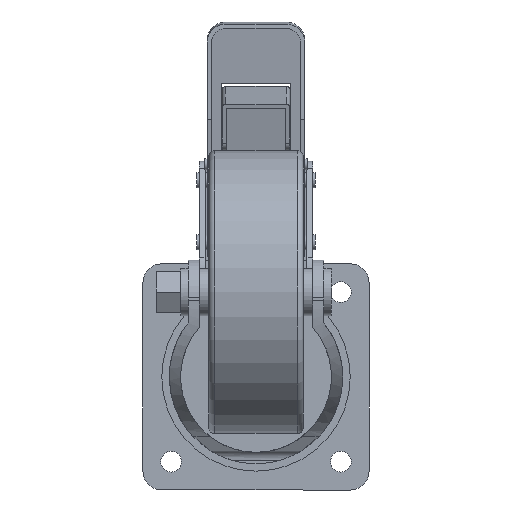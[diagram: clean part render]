
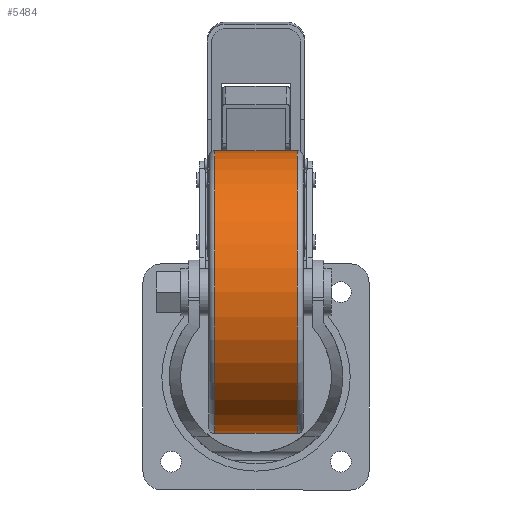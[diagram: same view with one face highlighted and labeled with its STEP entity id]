
A CAD part, front view. The second image highlights one B-rep face of the part: STEP entity #5484.
In plain terms, the highlighted cylindrical face has radius 75 mm (diameter 150 mm), a partial arc.
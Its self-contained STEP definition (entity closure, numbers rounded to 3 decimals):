
#204 = CARTESIAN_POINT ( 'NONE',  ( 22., -123., 120. ) ) ;
#240 = CARTESIAN_POINT ( 'NONE',  ( -22., -123., -30. ) ) ;
#247 = CARTESIAN_POINT ( 'NONE',  ( 22., -123., -30. ) ) ;
#248 = CARTESIAN_POINT ( 'NONE',  ( -22., -123., 120. ) ) ;
#949 = AXIS2_PLACEMENT_3D ( 'NONE', #1479, #1480, #1481 ) ;
#957 = AXIS2_PLACEMENT_3D ( 'NONE', #1476, #1477, #1478 ) ;
#1068 = CYLINDRICAL_SURFACE ( 'NONE', #1073, 75. ) ;
#1070 = FACE_OUTER_BOUND ( 'NONE', #3300, .T. ) ;
#1073 = AXIS2_PLACEMENT_3D ( 'NONE', #1640, #1641, #1642 ) ;
#1476 = CARTESIAN_POINT ( 'NONE',  ( 22., -123., 45. ) ) ;
#1477 = DIRECTION ( 'NONE',  ( -1., 0., 0. ) ) ;
#1478 = DIRECTION ( 'NONE',  ( 0., 0., -1. ) ) ;
#1479 = CARTESIAN_POINT ( 'NONE',  ( -22., -123., 45. ) ) ;
#1480 = DIRECTION ( 'NONE',  ( 1., 0., 0. ) ) ;
#1481 = DIRECTION ( 'NONE',  ( 0., 0., -1. ) ) ;
#1640 = CARTESIAN_POINT ( 'NONE',  ( 25., -123., 45. ) ) ;
#1641 = DIRECTION ( 'NONE',  ( -1., 0., 0. ) ) ;
#1642 = DIRECTION ( 'NONE',  ( 0., 0., 1. ) ) ;
#2475 = VECTOR ( 'NONE', #6333, 1000. ) ;
#2477 = VECTOR ( 'NONE', #6336, 1000. ) ;
#3300 = EDGE_LOOP ( 'NONE', ( #5026, #5027, #5017, #5028 ) ) ;
#3369 = EDGE_CURVE ( 'NONE', #5214, #5207, #6331, .T. ) ;
#3370 = EDGE_CURVE ( 'NONE', #5171, #5215, #6334, .T. ) ;
#5017 = ORIENTED_EDGE ( 'NONE', *, *, #3370, .T. ) ;
#5026 = ORIENTED_EDGE ( 'NONE', *, *, #3369, .F. ) ;
#5027 = ORIENTED_EDGE ( 'NONE', *, *, #5430, .T. ) ;
#5028 = ORIENTED_EDGE ( 'NONE', *, *, #5431, .T. ) ;
#5171 = VERTEX_POINT ( 'NONE', #204 ) ;
#5207 = VERTEX_POINT ( 'NONE', #240 ) ;
#5214 = VERTEX_POINT ( 'NONE', #247 ) ;
#5215 = VERTEX_POINT ( 'NONE', #248 ) ;
#5430 = EDGE_CURVE ( 'NONE', #5214, #5171, #9007, .T. ) ;
#5431 = EDGE_CURVE ( 'NONE', #5215, #5207, #9008, .T. ) ;
#5484 = ADVANCED_FACE ( 'NONE', ( #1070 ), #1068, .T. ) ;
#6331 = LINE ( 'NONE', #6332, #2475 ) ;
#6332 = CARTESIAN_POINT ( 'NONE',  ( 25., -123., -30. ) ) ;
#6333 = DIRECTION ( 'NONE',  ( -1., 0., 0. ) ) ;
#6334 = LINE ( 'NONE', #6335, #2477 ) ;
#6335 = CARTESIAN_POINT ( 'NONE',  ( 25., -123., 120. ) ) ;
#6336 = DIRECTION ( 'NONE',  ( -1., 0., 0. ) ) ;
#9007 = CIRCLE ( 'NONE', #957, 75. ) ;
#9008 = CIRCLE ( 'NONE', #949, 75. ) ;
